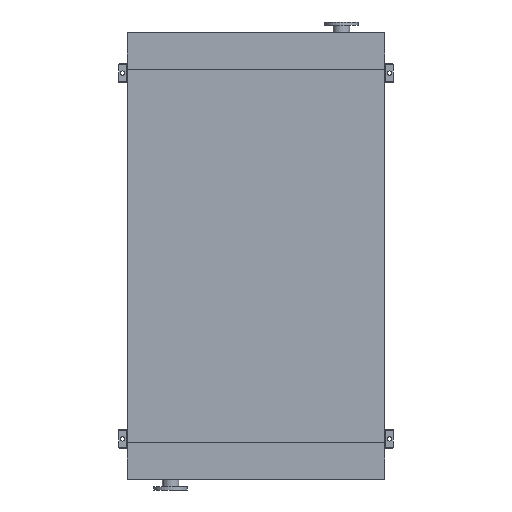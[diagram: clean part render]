
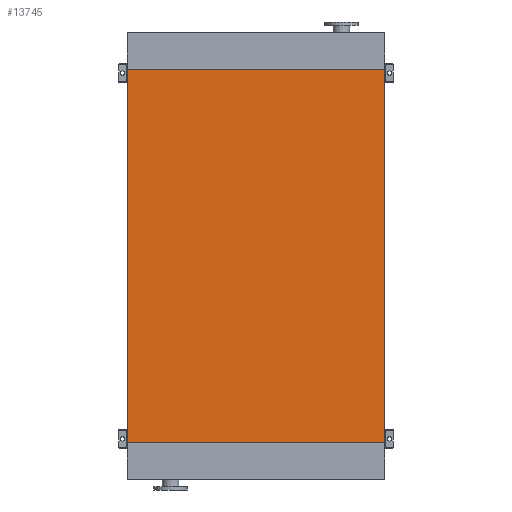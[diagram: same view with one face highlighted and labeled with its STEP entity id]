
A CAD part, front view. The second image highlights one B-rep face of the part: STEP entity #13745.
In plain terms, the highlighted planar face has unit normal (0, -1, 0).
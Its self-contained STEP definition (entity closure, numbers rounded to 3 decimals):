
#345 = LINE ( 'NONE', #12828, #12977 ) ;
#424 = CARTESIAN_POINT ( 'NONE',  ( 845., 0., 0. ) ) ;
#634 = AXIS2_PLACEMENT_3D ( 'NONE', #4171, #3854, #3536 ) ;
#2901 = CARTESIAN_POINT ( 'NONE',  ( -845., 0., 0. ) ) ;
#3536 = DIRECTION ( 'NONE',  ( 0., 0., -1. ) ) ;
#3854 = DIRECTION ( 'NONE',  ( 0., -1., 0. ) ) ;
#4171 = CARTESIAN_POINT ( 'NONE',  ( -845., 0., -2450. ) ) ;
#4347 = PLANE ( 'NONE',  #634 ) ;
#4827 = CARTESIAN_POINT ( 'NONE',  ( -845., 0., 0. ) ) ;
#4944 = DIRECTION ( 'NONE',  ( 1., 0., 0. ) ) ;
#5548 = EDGE_LOOP ( 'NONE', ( #12808, #9872, #13137, #10324 ) ) ;
#6121 = CARTESIAN_POINT ( 'NONE',  ( -845., 0., -2450. ) ) ;
#6260 = CARTESIAN_POINT ( 'NONE',  ( 845., 0., -2450. ) ) ;
#6284 = LINE ( 'NONE', #4827, #9954 ) ;
#6395 = DIRECTION ( 'NONE',  ( 1., 0., 0. ) ) ;
#6408 = VERTEX_POINT ( 'NONE', #12643 ) ;
#6665 = EDGE_CURVE ( 'NONE', #13696, #9596, #13531, .T. ) ;
#7084 = EDGE_CURVE ( 'NONE', #7177, #9596, #6284, .T. ) ;
#7177 = VERTEX_POINT ( 'NONE', #2901 ) ;
#7724 = EDGE_CURVE ( 'NONE', #6408, #13696, #13008, .T. ) ;
#9596 = VERTEX_POINT ( 'NONE', #424 ) ;
#9872 = ORIENTED_EDGE ( 'NONE', *, *, #13518, .F. ) ;
#9954 = VECTOR ( 'NONE', #4944, 1000. ) ;
#10324 = ORIENTED_EDGE ( 'NONE', *, *, #6665, .T. ) ;
#12083 = DIRECTION ( 'NONE',  ( 0., 0., 1. ) ) ;
#12103 = CARTESIAN_POINT ( 'NONE',  ( 845., 0., -2450. ) ) ;
#12643 = CARTESIAN_POINT ( 'NONE',  ( -845., 0., -2450. ) ) ;
#12669 = DIRECTION ( 'NONE',  ( 0., 0., 1. ) ) ;
#12808 = ORIENTED_EDGE ( 'NONE', *, *, #7084, .F. ) ;
#12828 = CARTESIAN_POINT ( 'NONE',  ( -845., 0., -2450. ) ) ;
#12977 = VECTOR ( 'NONE', #12669, 1000. ) ;
#13008 = LINE ( 'NONE', #6121, #15817 ) ;
#13137 = ORIENTED_EDGE ( 'NONE', *, *, #7724, .T. ) ;
#13518 = EDGE_CURVE ( 'NONE', #6408, #7177, #345, .T. ) ;
#13531 = LINE ( 'NONE', #12103, #16009 ) ;
#13696 = VERTEX_POINT ( 'NONE', #6260 ) ;
#13745 = ADVANCED_FACE ( 'NONE', ( #16260 ), #4347, .T. ) ;
#15817 = VECTOR ( 'NONE', #6395, 1000. ) ;
#16009 = VECTOR ( 'NONE', #12083, 1000. ) ;
#16260 = FACE_OUTER_BOUND ( 'NONE', #5548, .T. ) ;
